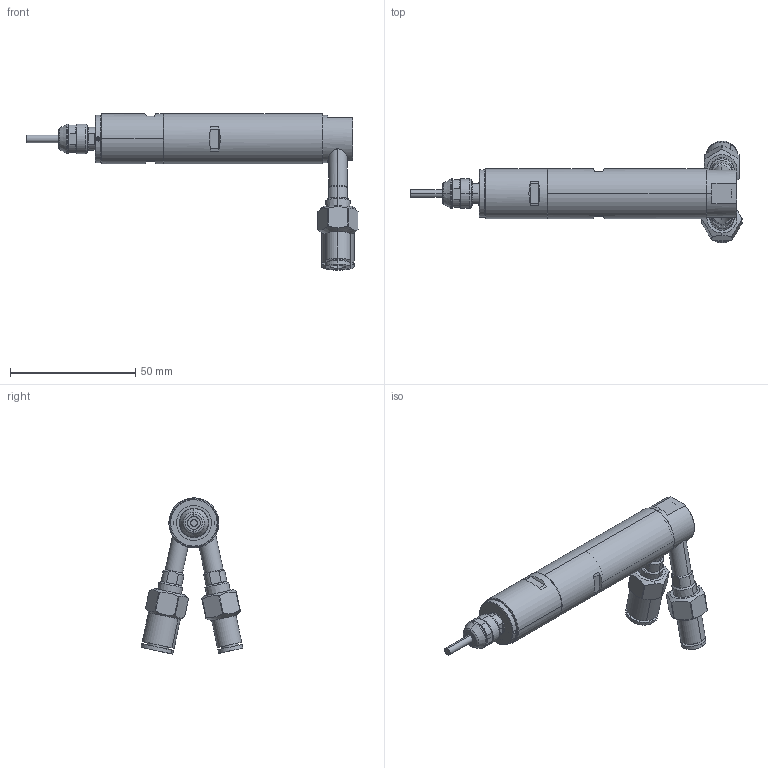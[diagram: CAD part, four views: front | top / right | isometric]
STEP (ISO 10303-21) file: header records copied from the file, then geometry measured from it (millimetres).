
FILE_DESCRIPTION (( 'STEP AP203' ), '1' );
FILE_NAME ('KA0447A0020-MSS-2030RA.STEP', '2024-12-11T05:57:37', ( '' ), ( '' ), 'SwSTEP 2.0', 'SolidWorks 2021', '' );
FILE_SCHEMA (( 'CONFIG_CONTROL_DESIGN' ));
Length unit declared in the file: millimetre
Products named in the file (1): KA0447A0020-MSS-2030RA
Bounding box: 132.57 x 40.67 x 62.4 mm (x, y, z)
Volume: 13102.3 mm3; surface area: 22810.1 mm2
Topology: 14 solids, 14 shells, 373 faces, 839 edges, 517 vertices
Faces by surface type: cylinder 130, plane 130, cone 95, torus 14, bspline 4
Entity records: 13602 total; most frequent: CARTESIAN_POINT 5166, DIRECTION 1823, ORIENTED_EDGE 1670, EDGE_CURVE 835, AXIS2_PLACEMENT_3D 748, VERTEX_POINT 517, EDGE_LOOP 428, CIRCLE 378
